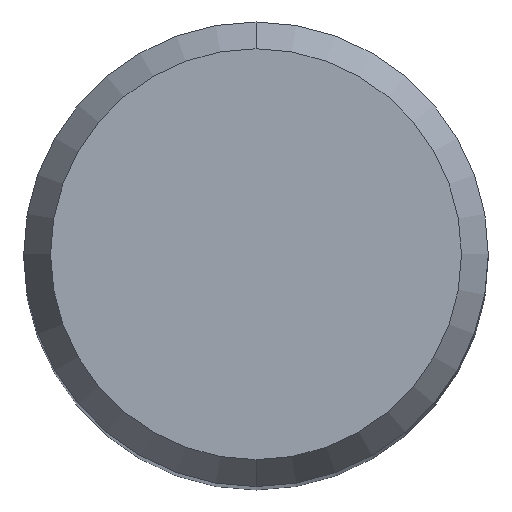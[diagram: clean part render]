
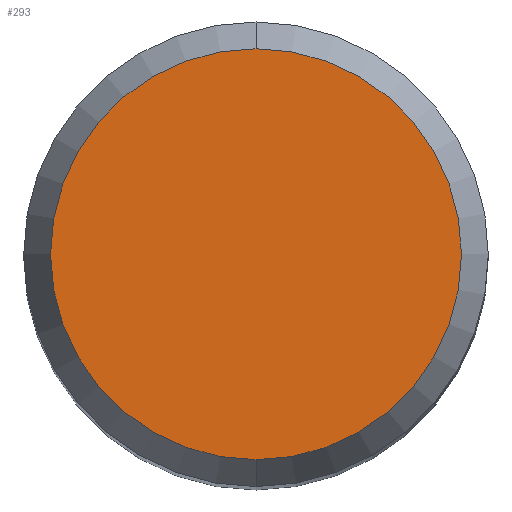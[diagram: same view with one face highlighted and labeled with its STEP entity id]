
A CAD part, top view. The second image highlights one B-rep face of the part: STEP entity #293.
In plain terms, the highlighted planar face has unit normal (0, 0, 1).
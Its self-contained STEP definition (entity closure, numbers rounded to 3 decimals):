
#287=EDGE_CURVE('',#341,#395,#595,.T.);
#293=ADVANCED_FACE('',(#601),#602,.T.);
#341=VERTEX_POINT('',#652);
#351=EDGE_CURVE('',#395,#341,#663,.T.);
#395=VERTEX_POINT('',#711);
#595=CIRCLE('',#1078,3.538);
#601=FACE_OUTER_BOUND('',#1100,.T.);
#602=PLANE('',#1101);
#652=CARTESIAN_POINT('',(0.0,3.538,0.0));
#663=CIRCLE('',#1239,3.538);
#711=CARTESIAN_POINT('',(0.,-3.538,0.0));
#1078=AXIS2_PLACEMENT_3D('',#1575,#1576,#1577);
#1100=EDGE_LOOP('',(#1580,#1581));
#1101=AXIS2_PLACEMENT_3D('',#1582,#1583,#1584);
#1239=AXIS2_PLACEMENT_3D('',#1630,#1631,#1632);
#1575=CARTESIAN_POINT('',(0.0,0.0,0.0));
#1576=DIRECTION('',(0.0,0.0,-1.0));
#1577=DIRECTION('',(0.0,1.0,0.0));
#1580=ORIENTED_EDGE('',*,*,#287,.F.);
#1581=ORIENTED_EDGE('',*,*,#351,.F.);
#1582=CARTESIAN_POINT('',(0.0,1.769,0.0));
#1583=DIRECTION('',(-0.0,0.0,1.0));
#1584=DIRECTION('',(0.0,-1.0,0.0));
#1630=CARTESIAN_POINT('',(0.0,0.0,0.0));
#1631=DIRECTION('',(0.0,0.0,-1.0));
#1632=DIRECTION('',(0.0,1.0,0.0));
